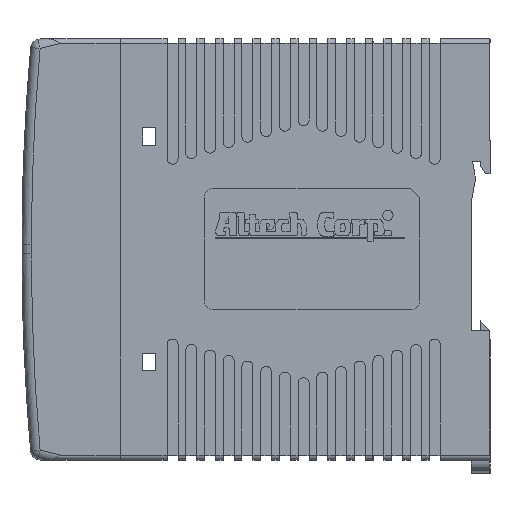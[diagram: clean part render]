
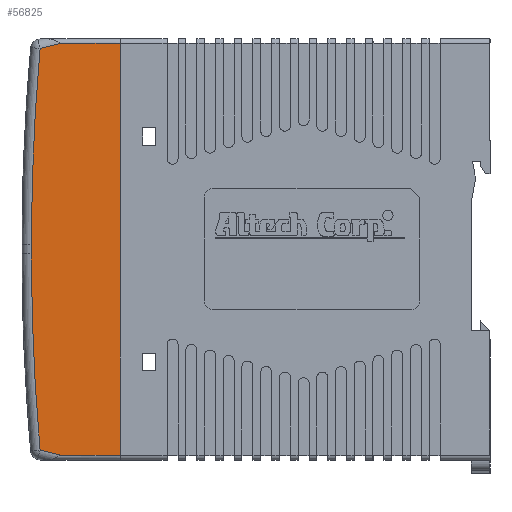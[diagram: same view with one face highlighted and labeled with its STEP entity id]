
A CAD part, top view. The second image highlights one B-rep face of the part: STEP entity #56825.
In plain terms, the highlighted face is planar.
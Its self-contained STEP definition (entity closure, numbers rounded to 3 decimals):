
#56139=CARTESIAN_POINT('',(-50.339,-70.214,0.0));
#56140=VERTEX_POINT('',#56139);
#56148=CARTESIAN_POINT('',(-37.585,-70.214,0.0));
#56149=VERTEX_POINT('',#56148);
#56150=CARTESIAN_POINT('',(-50.339,-70.214,0.0));
#56151=DIRECTION('',(1.0,0.0,0.0));
#56152=VECTOR('',#56151,12.754);
#56153=LINE('',#56150,#56152);
#56154=EDGE_CURVE('',#56140,#56149,#56153,.T.);
#56176=CARTESIAN_POINT('',(-33.203,-69.118,0.0));
#56177=VERTEX_POINT('',#56176);
#56288=CARTESIAN_POINT('',(-33.203,16.69,0.0));
#56289=VERTEX_POINT('',#56288);
#56458=CARTESIAN_POINT('',(-31.339,-25.214,0.0));
#56459=VERTEX_POINT('',#56458);
#56467=CARTESIAN_POINT('',(-503.401,-25.214,0.0));
#56468=DIRECTION('',(0.0,0.0,1.0));
#56469=DIRECTION('',(0.999,0.046,0.0));
#56470=AXIS2_PLACEMENT_3D('',#56467,#56468,#56469);
#56471=CIRCLE('',#56470,472.063);
#56472=EDGE_CURVE('',#56459,#56289,#56471,.T.);
#56493=CARTESIAN_POINT('',(-37.585,17.786,0.));
#56494=VERTEX_POINT('',#56493);
#56495=CARTESIAN_POINT('',(-33.203,16.69,0.0));
#56496=DIRECTION('',(-0.97,0.243,0.0));
#56497=VECTOR('',#56496,4.518);
#56498=LINE('',#56495,#56497);
#56499=EDGE_CURVE('',#56289,#56494,#56498,.T.);
#56547=CARTESIAN_POINT('',(-31.339,-27.214,0.0));
#56548=VERTEX_POINT('',#56547);
#56556=CARTESIAN_POINT('',(-31.339,-27.214,0.0));
#56557=DIRECTION('',(0.0,1.0,0.0));
#56558=VECTOR('',#56557,2.);
#56559=LINE('',#56556,#56558);
#56560=EDGE_CURVE('',#56548,#56459,#56559,.T.);
#56577=CARTESIAN_POINT('',(-50.339,17.786,0.0));
#56578=VERTEX_POINT('',#56577);
#56595=CARTESIAN_POINT('',(-37.585,17.786,0.0));
#56596=DIRECTION('',(-1.0,0.0,0.0));
#56597=VECTOR('',#56596,12.754);
#56598=LINE('',#56595,#56597);
#56599=EDGE_CURVE('',#56494,#56578,#56598,.T.);
#56664=CARTESIAN_POINT('',(-503.401,-27.214,0.0));
#56665=DIRECTION('',(0.0,0.0,1.0));
#56666=DIRECTION('',(0.999,-0.046,0.0));
#56667=AXIS2_PLACEMENT_3D('',#56664,#56665,#56666);
#56668=CIRCLE('',#56667,472.062);
#56669=EDGE_CURVE('',#56177,#56548,#56668,.T.);
#56679=CARTESIAN_POINT('',(-37.585,-70.214,0.0));
#56680=DIRECTION('',(0.97,0.243,0.0));
#56681=VECTOR('',#56680,4.518);
#56682=LINE('',#56679,#56681);
#56683=EDGE_CURVE('',#56149,#56177,#56682,.T.);
#56805=CARTESIAN_POINT('',(-40.333,-26.214,0.0));
#56806=DIRECTION('',(0.0,0.0,1.0));
#56807=DIRECTION('',(1.0,0.0,0.0));
#56808=AXIS2_PLACEMENT_3D('',#56805,#56806,#56807);
#56809=PLANE('',#56808);
#56810=ORIENTED_EDGE('',*,*,#56599,.F.);
#56811=ORIENTED_EDGE('',*,*,#56499,.F.);
#56812=ORIENTED_EDGE('',*,*,#56472,.F.);
#56813=ORIENTED_EDGE('',*,*,#56560,.F.);
#56814=ORIENTED_EDGE('',*,*,#56669,.F.);
#56815=ORIENTED_EDGE('',*,*,#56683,.F.);
#56816=ORIENTED_EDGE('',*,*,#56154,.F.);
#56817=CARTESIAN_POINT('',(-50.339,17.786,0.0));
#56818=DIRECTION('',(0.0,-1.0,0.0));
#56819=VECTOR('',#56818,88.0);
#56820=LINE('',#56817,#56819);
#56821=EDGE_CURVE('',#56578,#56140,#56820,.T.);
#56822=ORIENTED_EDGE('',*,*,#56821,.F.);
#56823=EDGE_LOOP('',(#56810,#56811,#56812,#56813,#56814,#56815,#56816,#56822));
#56824=FACE_OUTER_BOUND('',#56823,.T.);
#56825=ADVANCED_FACE('',(#56824),#56809,.F.);
